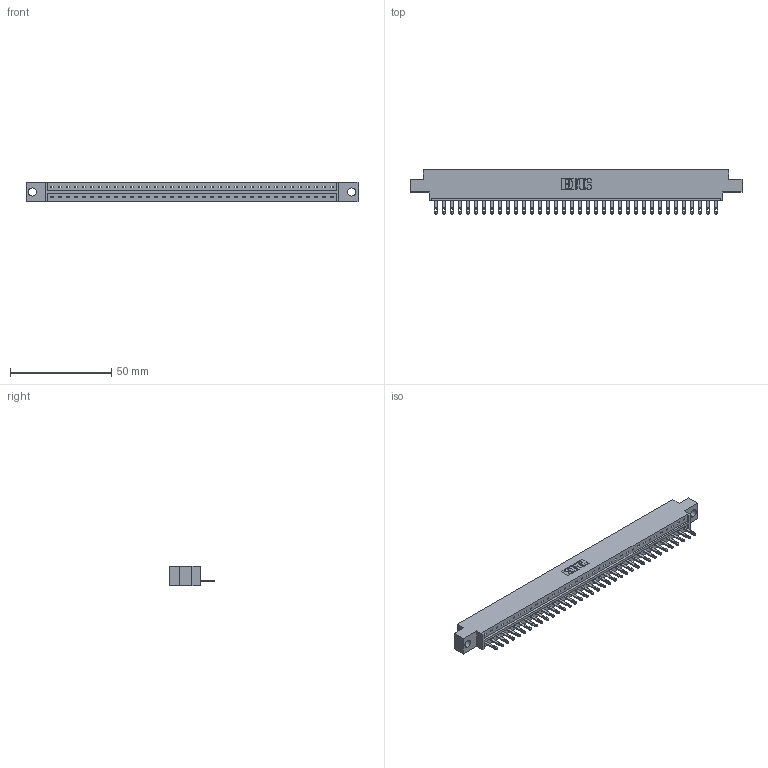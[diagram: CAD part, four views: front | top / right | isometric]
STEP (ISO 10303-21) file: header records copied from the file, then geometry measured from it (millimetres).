
FILE_DESCRIPTION (( 'STEP AP203' ), '1' );
FILE_NAME ('833-036-500-604.STEP', '2020-06-03T01:28:20', ( '' ), ( '' ), 'SwSTEP 2.0', 'SolidWorks 2020', '' );
FILE_SCHEMA (( 'CONFIG_CONTROL_DESIGN' ));
Length unit declared in the file: inch
Products named in the file (3): 833 Part_Offset - .156 Dia - TH; 833-036-500-604; 345-292-001_345-293-100
Assembly tree (37 placements, depth 2):
  833-036-500-604
    833 Part_Offset - .156 Dia - TH
    345-292-001_345-293-100  x36
Bounding box: 164.19 x 21.85 x 9.4 mm (x, y, z)
Volume: 16176.7 mm3; surface area: 17544.5 mm2
Topology: 37 solids, 37 shells, 2062 faces, 6371 edges, 4246 vertices
Faces by surface type: plane 1370, cylinder 692
Entity records: 22849 total; most frequent: CARTESIAN_POINT 3950, ORIENTED_EDGE 3922, DIRECTION 3345, EDGE_CURVE 1961, VECTOR 1829, LINE 1829, VERTEX_POINT 1306, AXIS2_PLACEMENT_3D 758
